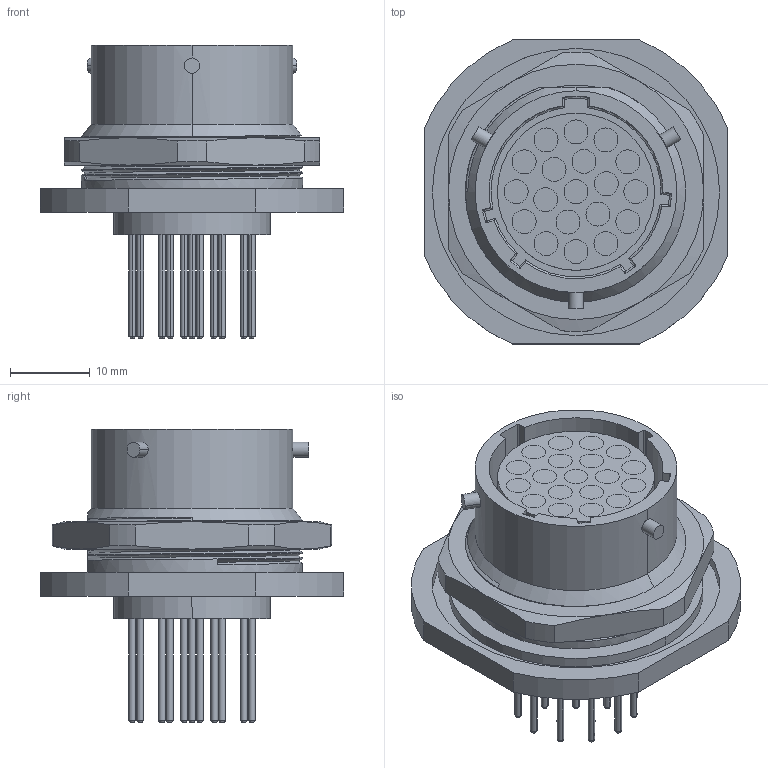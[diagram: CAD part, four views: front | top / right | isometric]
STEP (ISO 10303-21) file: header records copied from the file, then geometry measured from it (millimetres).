
FILE_DESCRIPTION((''),'2;1');
FILE_NAME('SOURIAU_UT071619S21E84T(B19F)_a.stp','2011-11-15T16:38:17',(''),(''),'Mechanical Desktop 2011','Mechanical Desktop 2011',', , ');
FILE_SCHEMA(('AUTOMOTIVE_DESIGN { 1 2 10303 214 1 1 1 1 }'));
Length unit declared in the file: millimetre
Products named in the file (1): Product
Bounding box: 38.1 x 38.1 x 36.75 mm (x, y, z)
Volume: 13953 mm3; surface area: 9644.2 mm2
Topology: 41 solids, 41 shells, 405 faces, 843 edges, 533 vertices
Faces by surface type: cylinder 179, plane 133, cone 52, bspline 31, torus 10
Full cylindrical faces by diameter (mm): 1.89 x1
Entity records: 18050 total; most frequent: CARTESIAN_POINT 9412, DIRECTION 1819, ORIENTED_EDGE 1688, EDGE_CURVE 844, AXIS2_PLACEMENT_3D 760, VERTEX_POINT 535, EDGE_LOOP 433, FACE_OUTER_BOUND 405
